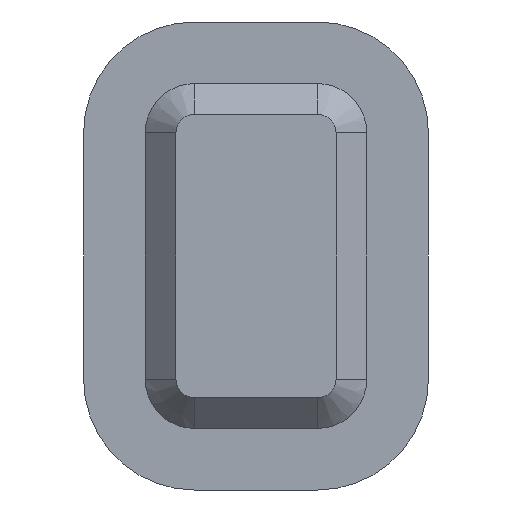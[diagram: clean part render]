
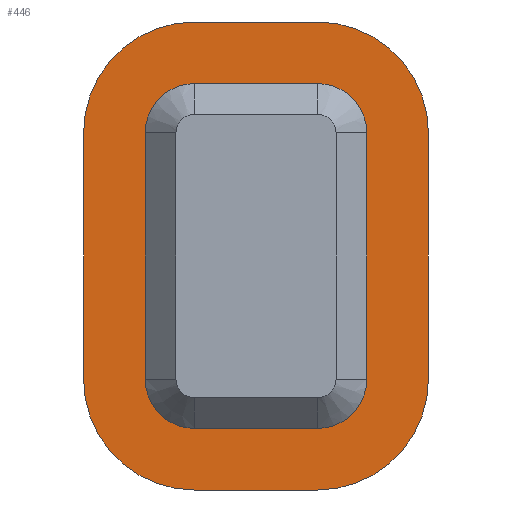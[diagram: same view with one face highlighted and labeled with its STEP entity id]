
A CAD part, left-side view. The second image highlights one B-rep face of the part: STEP entity #446.
In plain terms, the highlighted planar face has unit normal (-1, 0, 0).
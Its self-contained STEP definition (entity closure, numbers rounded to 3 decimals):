
#19=FACE_BOUND('',#71,.T.);
#24=PLANE('',#495);
#43=FACE_OUTER_BOUND('',#70,.T.);
#70=EDGE_LOOP('',(#334,#335,#336,#337,#338,#339,#340,#341));
#71=EDGE_LOOP('',(#342,#343,#344,#345,#346,#347,#348,#349));
#93=LINE('',#680,#137);
#97=LINE('',#692,#141);
#101=LINE('',#704,#145);
#105=LINE('',#714,#149);
#106=LINE('',#718,#150);
#107=LINE('',#722,#151);
#108=LINE('',#726,#152);
#109=LINE('',#730,#153);
#137=VECTOR('',#539,10.);
#141=VECTOR('',#551,10.);
#145=VECTOR('',#563,10.);
#149=VECTOR('',#575,10.);
#150=VECTOR('',#578,10.);
#151=VECTOR('',#581,10.);
#152=VECTOR('',#584,10.);
#153=VECTOR('',#587,10.);
#179=CIRCLE('',#481,1.8);
#181=CIRCLE('',#485,1.8);
#183=CIRCLE('',#489,1.8);
#185=CIRCLE('',#493,1.8);
#186=CIRCLE('',#496,0.8);
#187=CIRCLE('',#497,0.8);
#188=CIRCLE('',#498,0.8);
#189=CIRCLE('',#499,0.8);
#200=VERTEX_POINT('',#671);
#201=VERTEX_POINT('',#673);
#203=VERTEX_POINT('',#679);
#205=VERTEX_POINT('',#685);
#207=VERTEX_POINT('',#691);
#209=VERTEX_POINT('',#697);
#211=VERTEX_POINT('',#703);
#213=VERTEX_POINT('',#709);
#214=VERTEX_POINT('',#716);
#215=VERTEX_POINT('',#717);
#216=VERTEX_POINT('',#719);
#217=VERTEX_POINT('',#721);
#218=VERTEX_POINT('',#723);
#219=VERTEX_POINT('',#725);
#220=VERTEX_POINT('',#727);
#221=VERTEX_POINT('',#729);
#240=EDGE_CURVE('',#201,#200,#179,.T.);
#243=EDGE_CURVE('',#203,#201,#93,.T.);
#246=EDGE_CURVE('',#205,#203,#181,.T.);
#249=EDGE_CURVE('',#207,#205,#97,.T.);
#252=EDGE_CURVE('',#209,#207,#183,.T.);
#255=EDGE_CURVE('',#211,#209,#101,.T.);
#258=EDGE_CURVE('',#213,#211,#185,.T.);
#261=EDGE_CURVE('',#200,#213,#105,.T.);
#262=EDGE_CURVE('',#214,#215,#106,.T.);
#263=EDGE_CURVE('',#216,#214,#186,.T.);
#264=EDGE_CURVE('',#217,#216,#107,.T.);
#265=EDGE_CURVE('',#218,#217,#187,.T.);
#266=EDGE_CURVE('',#219,#218,#108,.T.);
#267=EDGE_CURVE('',#220,#219,#188,.T.);
#268=EDGE_CURVE('',#221,#220,#109,.T.);
#269=EDGE_CURVE('',#215,#221,#189,.T.);
#334=ORIENTED_EDGE('',*,*,#261,.T.);
#335=ORIENTED_EDGE('',*,*,#258,.T.);
#336=ORIENTED_EDGE('',*,*,#255,.T.);
#337=ORIENTED_EDGE('',*,*,#252,.T.);
#338=ORIENTED_EDGE('',*,*,#249,.T.);
#339=ORIENTED_EDGE('',*,*,#246,.T.);
#340=ORIENTED_EDGE('',*,*,#243,.T.);
#341=ORIENTED_EDGE('',*,*,#240,.T.);
#342=ORIENTED_EDGE('',*,*,#262,.F.);
#343=ORIENTED_EDGE('',*,*,#263,.F.);
#344=ORIENTED_EDGE('',*,*,#264,.F.);
#345=ORIENTED_EDGE('',*,*,#265,.F.);
#346=ORIENTED_EDGE('',*,*,#266,.F.);
#347=ORIENTED_EDGE('',*,*,#267,.F.);
#348=ORIENTED_EDGE('',*,*,#268,.F.);
#349=ORIENTED_EDGE('',*,*,#269,.F.);
#446=ADVANCED_FACE('',(#43,#19),#24,.F.);
#481=AXIS2_PLACEMENT_3D('',#674,#533,#534);
#485=AXIS2_PLACEMENT_3D('',#686,#545,#546);
#489=AXIS2_PLACEMENT_3D('',#698,#557,#558);
#493=AXIS2_PLACEMENT_3D('',#710,#569,#570);
#495=AXIS2_PLACEMENT_3D('',#715,#576,#577);
#496=AXIS2_PLACEMENT_3D('',#720,#579,#580);
#497=AXIS2_PLACEMENT_3D('',#724,#582,#583);
#498=AXIS2_PLACEMENT_3D('',#728,#585,#586);
#499=AXIS2_PLACEMENT_3D('',#731,#588,#589);
#533=DIRECTION('center_axis',(-1.,0.,0.));
#534=DIRECTION('ref_axis',(0.,0.,-1.));
#539=DIRECTION('',(0.,0.,-1.));
#545=DIRECTION('center_axis',(-1.,0.,0.));
#546=DIRECTION('ref_axis',(0.,1.,0.));
#551=DIRECTION('',(0.,1.,0.));
#557=DIRECTION('center_axis',(-1.,0.,0.));
#558=DIRECTION('ref_axis',(0.,0.,1.));
#563=DIRECTION('',(0.,0.,1.));
#569=DIRECTION('center_axis',(-1.,0.,0.));
#570=DIRECTION('ref_axis',(0.,-1.,0.));
#575=DIRECTION('',(0.,-1.,0.));
#576=DIRECTION('center_axis',(1.,0.,0.));
#577=DIRECTION('ref_axis',(0.,1.,0.));
#578=DIRECTION('',(0.,0.,-1.));
#579=DIRECTION('center_axis',(-1.,0.,0.));
#580=DIRECTION('ref_axis',(0.,0.,1.));
#581=DIRECTION('',(0.,1.,0.));
#582=DIRECTION('center_axis',(-1.,0.,0.));
#583=DIRECTION('ref_axis',(0.,-1.,0.));
#584=DIRECTION('',(0.,0.,1.));
#585=DIRECTION('center_axis',(-1.,0.,0.));
#586=DIRECTION('ref_axis',(0.,0.,-1.));
#587=DIRECTION('',(0.,-1.,0.));
#588=DIRECTION('center_axis',(-1.,0.,0.));
#589=DIRECTION('ref_axis',(0.,1.,0.));
#671=CARTESIAN_POINT('',(-34.211,4.484,-9.365));
#673=CARTESIAN_POINT('',(-34.211,6.284,-7.565));
#674=CARTESIAN_POINT('Origin',(-34.211,4.484,-7.565));
#679=CARTESIAN_POINT('',(-34.211,6.284,-3.565));
#680=CARTESIAN_POINT('',(-34.211,6.284,-7.565));
#685=CARTESIAN_POINT('',(-34.211,4.484,-1.765));
#686=CARTESIAN_POINT('Origin',(-34.211,4.484,-3.565));
#691=CARTESIAN_POINT('',(-34.211,2.484,-1.765));
#692=CARTESIAN_POINT('',(-34.211,4.484,-1.765));
#697=CARTESIAN_POINT('',(-34.211,0.684,-3.565));
#698=CARTESIAN_POINT('Origin',(-34.211,2.484,-3.565));
#703=CARTESIAN_POINT('',(-34.211,0.684,-7.565));
#704=CARTESIAN_POINT('',(-34.211,0.684,-3.565));
#709=CARTESIAN_POINT('',(-34.211,2.484,-9.365));
#710=CARTESIAN_POINT('Origin',(-34.211,2.484,-7.565));
#714=CARTESIAN_POINT('',(-34.211,2.484,-9.365));
#715=CARTESIAN_POINT('Origin',(-34.211,3.484,-5.565));
#716=CARTESIAN_POINT('',(-34.211,5.284,-3.565));
#717=CARTESIAN_POINT('',(-34.211,5.284,-7.565));
#718=CARTESIAN_POINT('',(-34.211,5.284,-4.565));
#719=CARTESIAN_POINT('',(-34.211,4.484,-2.765));
#720=CARTESIAN_POINT('Origin',(-34.211,4.484,-3.565));
#721=CARTESIAN_POINT('',(-34.211,2.484,-2.765));
#722=CARTESIAN_POINT('',(-34.211,2.984,-2.765));
#723=CARTESIAN_POINT('',(-34.211,1.684,-3.565));
#724=CARTESIAN_POINT('Origin',(-34.211,2.484,-3.565));
#725=CARTESIAN_POINT('',(-34.211,1.684,-7.565));
#726=CARTESIAN_POINT('',(-34.211,1.684,-6.565));
#727=CARTESIAN_POINT('',(-34.211,2.484,-8.365));
#728=CARTESIAN_POINT('Origin',(-34.211,2.484,-7.565));
#729=CARTESIAN_POINT('',(-34.211,4.484,-8.365));
#730=CARTESIAN_POINT('',(-34.211,3.984,-8.365));
#731=CARTESIAN_POINT('Origin',(-34.211,4.484,-7.565));
